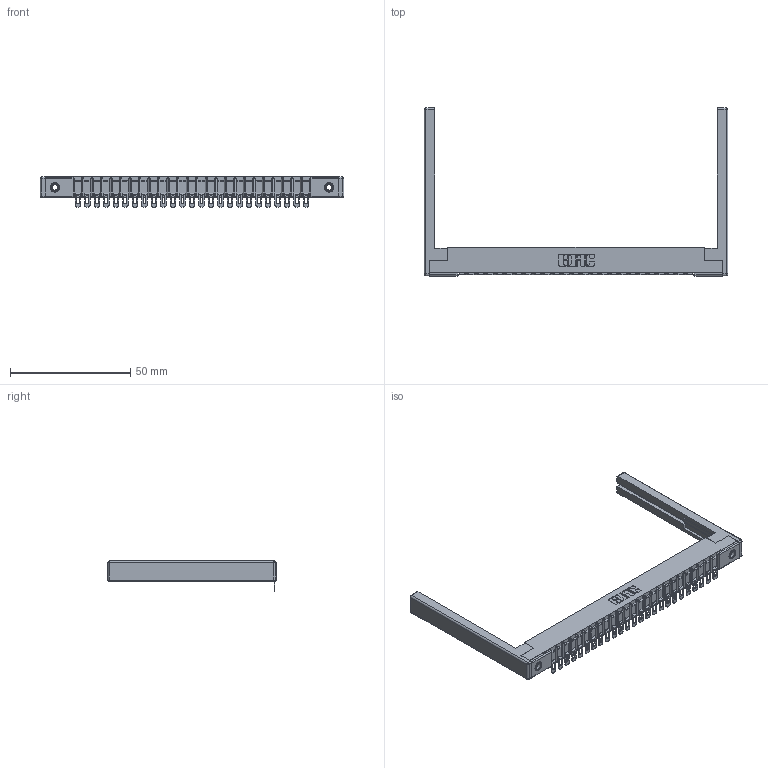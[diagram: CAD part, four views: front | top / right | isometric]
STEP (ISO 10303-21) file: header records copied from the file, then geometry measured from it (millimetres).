
FILE_DESCRIPTION (( 'STEP AP203' ), '1' );
FILE_NAME ('357-025-554-168.STEP', '2019-09-17T00:49:31', ( '' ), ( '' ), 'SwSTEP 2.0', 'SolidWorks 2016', '' );
FILE_SCHEMA (( 'CONFIG_CONTROL_DESIGN' ));
Length unit declared in the file: inch
Products named in the file (5): 307 Part_.156 Dia Mounting Holes; 345-250-001_345-250-001-102; 307-220-068; 307-290-002_554; 357-025-554-168
Assembly tree (30 placements, depth 2):
  357-025-554-168
    307 Part_.156 Dia Mounting Holes
    307-290-002_554  x25
    307-220-068  x2
    345-250-001_345-250-001-102  x2
Bounding box: 126.49 x 69.98 x 12.52 mm (x, y, z)
Volume: 12920.1 mm3; surface area: 19498.1 mm2
Topology: 30 solids, 30 shells, 2323 faces, 7038 edges, 4600 vertices
Faces by surface type: plane 1308, cylinder 939, sphere 60, cone 12, torus 4
Entity records: 27252 total; most frequent: CARTESIAN_POINT 4559, ORIENTED_EDGE 4538, DIRECTION 4461, EDGE_CURVE 2269, LINE 1721, VECTOR 1721, VERTEX_POINT 1468, AXIS2_PLACEMENT_3D 1370
